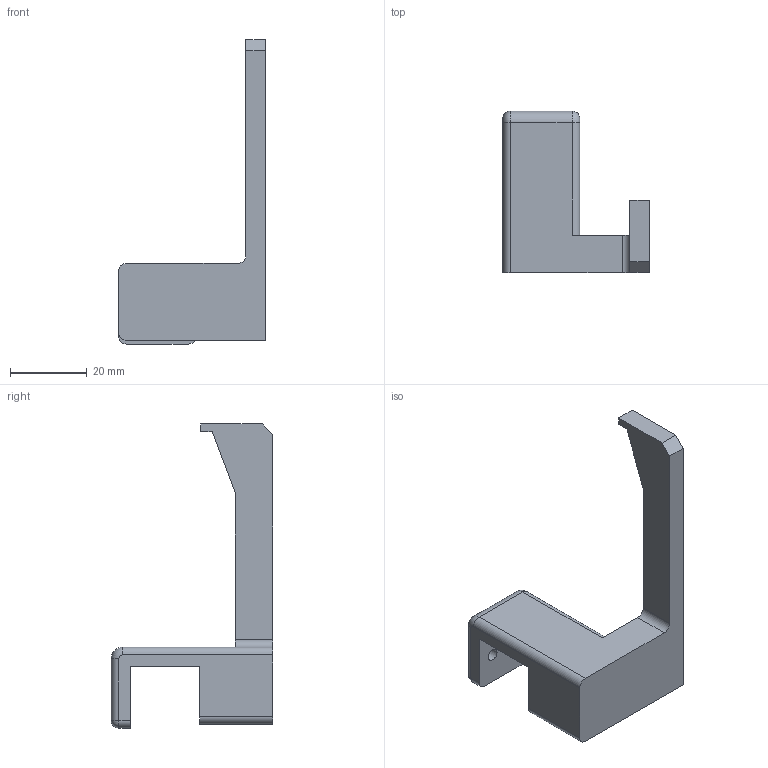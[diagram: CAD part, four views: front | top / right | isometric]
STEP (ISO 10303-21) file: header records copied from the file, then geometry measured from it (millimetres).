
FILE_DESCRIPTION(/* description */ ('Alibre Inc.'),/* implementation_level */ '2;1');
FILE_NAME(/* name */ 'export-C3FAB580-8655-4DAC-A29D-8497A14D34F9',/* time_stamp */ '2024-04-27T09:46:18-05:00',/* author */ (''),/* organization */ (''),/* preprocessor_version */ 'ST-DEVELOPER v17',/* originating_system */ 'Alibre',/* authorisation */ '');
FILE_SCHEMA (('CONFIG_CONTROL_DESIGN'));
Length unit declared in the file: inch
Bounding box: 38 x 42 x 79 mm (x, y, z)
Volume: 17887.4 mm3; surface area: 7097.6 mm2
Topology: 1 solids, 1 shells, 36 faces, 93 edges, 57 vertices
Faces by surface type: plane 18, cylinder 14, sphere 2, torus 2
Full cylindrical faces by diameter (mm): 3.175 x2
Entity records: 1141 total; most frequent: CARTESIAN_POINT 182, ORIENTED_EDGE 178, DIRECTION 170, EDGE_CURVE 89, AXIS2_PLACEMENT_3D 65, VECTOR 60, LINE 60, VERTEX_POINT 57
